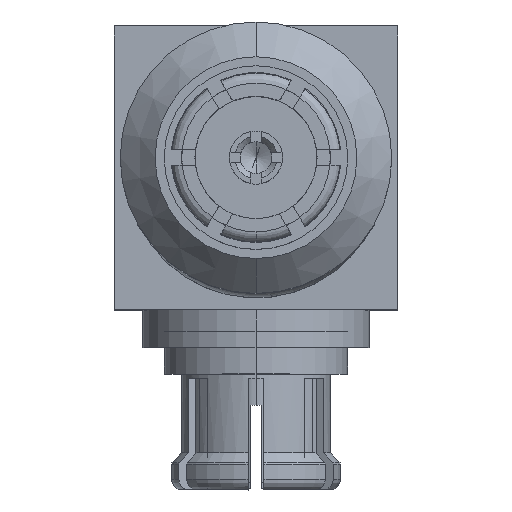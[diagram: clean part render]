
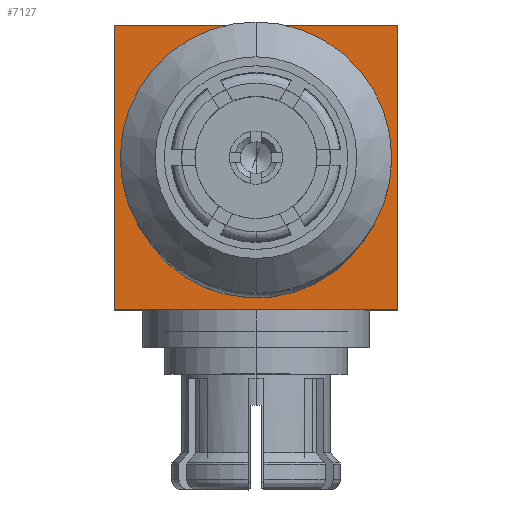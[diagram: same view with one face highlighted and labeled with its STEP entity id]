
A CAD part, top view. The second image highlights one B-rep face of the part: STEP entity #7127.
In plain terms, the highlighted face is planar.
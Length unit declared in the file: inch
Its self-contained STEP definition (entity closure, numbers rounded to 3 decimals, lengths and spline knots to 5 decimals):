
#121 = FACE_OUTER_BOUND ( 'NONE', #5850, .T. ) ;
#275 = DIRECTION ( 'NONE',  ( 1., 0., 0. ) ) ;
#501 = CARTESIAN_POINT ( 'NONE',  ( -0.96069, -0.10452, 0.05256 ) ) ;
#625 = VECTOR ( 'NONE', #4810, 39.37008 ) ;
#726 = CARTESIAN_POINT ( 'NONE',  ( -0.96069, -0.20964, 0.05256 ) ) ;
#767 = ORIENTED_EDGE ( 'NONE', *, *, #7323, .T. ) ;
#1034 = AXIS2_PLACEMENT_3D ( 'NONE', #5553, #7020, #2134 ) ;
#1053 = EDGE_CURVE ( 'NONE', #1707, #6151, #1708, .T. ) ;
#1088 = VERTEX_POINT ( 'NONE', #8021 ) ;
#1306 = CIRCLE ( 'NONE', #1034, 0.04488 ) ;
#1346 = CARTESIAN_POINT ( 'NONE',  ( -0.96069, -0.15708, -0.04488 ) ) ;
#1361 = EDGE_CURVE ( 'NONE', #5618, #1088, #2237, .T. ) ;
#1521 = VECTOR ( 'NONE', #5827, 39.37008 ) ;
#1611 = EDGE_CURVE ( 'NONE', #8115, #7503, #2057, .T. ) ;
#1707 = VERTEX_POINT ( 'NONE', #3524 ) ;
#1708 = LINE ( 'NONE', #4782, #6965 ) ;
#2057 = CIRCLE ( 'NONE', #3256, 0.04488 ) ;
#2109 = CARTESIAN_POINT ( 'NONE',  ( -0.96069, -0.15708, 0.04488 ) ) ;
#2134 = DIRECTION ( 'NONE',  ( 0., 0., -1. ) ) ;
#2191 = LINE ( 'NONE', #2227, #7378 ) ;
#2227 = CARTESIAN_POINT ( 'NONE',  ( -0.96069, -0.10452, 0.05256 ) ) ;
#2237 = LINE ( 'NONE', #4199, #625 ) ;
#2738 = ORIENTED_EDGE ( 'NONE', *, *, #7495, .T. ) ;
#2766 = DIRECTION ( 'NONE',  ( -1., 0., 0. ) ) ;
#2895 = DIRECTION ( 'NONE',  ( 0., 0., 1. ) ) ;
#3256 = AXIS2_PLACEMENT_3D ( 'NONE', #7105, #2766, #5957 ) ;
#3524 = CARTESIAN_POINT ( 'NONE',  ( -0.96069, -0.10452, -0.05256 ) ) ;
#3556 = AXIS2_PLACEMENT_3D ( 'NONE', #5877, #275, #3897 ) ;
#3751 = ORIENTED_EDGE ( 'NONE', *, *, #1053, .F. ) ;
#3897 = DIRECTION ( 'NONE',  ( 0., 1., 0. ) ) ;
#3981 = FACE_BOUND ( 'NONE', #5549, .T. ) ;
#4088 = CARTESIAN_POINT ( 'NONE',  ( -0.96069, -0.20964, -0.05256 ) ) ;
#4199 = CARTESIAN_POINT ( 'NONE',  ( -0.96069, -0.10452, 0.05256 ) ) ;
#4782 = CARTESIAN_POINT ( 'NONE',  ( -0.96069, 0., -0.05256 ) ) ;
#4810 = DIRECTION ( 'NONE',  ( 0., -1., 0. ) ) ;
#4976 = EDGE_CURVE ( 'NONE', #6151, #1088, #7668, .T. ) ;
#5194 = PLANE ( 'NONE',  #3556 ) ;
#5549 = EDGE_LOOP ( 'NONE', ( #6236, #2738 ) ) ;
#5553 = CARTESIAN_POINT ( 'NONE',  ( -0.96069, -0.15708, 0. ) ) ;
#5618 = VERTEX_POINT ( 'NONE', #501 ) ;
#5827 = DIRECTION ( 'NONE',  ( 0., 0., 1. ) ) ;
#5850 = EDGE_LOOP ( 'NONE', ( #7664, #3751, #767, #8148 ) ) ;
#5877 = CARTESIAN_POINT ( 'NONE',  ( -0.96069, -0.10452, 0.05256 ) ) ;
#5957 = DIRECTION ( 'NONE',  ( 0., 0., -1. ) ) ;
#6151 = VERTEX_POINT ( 'NONE', #4088 ) ;
#6236 = ORIENTED_EDGE ( 'NONE', *, *, #1611, .T. ) ;
#6965 = VECTOR ( 'NONE', #7367, 39.37008 ) ;
#7020 = DIRECTION ( 'NONE',  ( -1., 0., 0. ) ) ;
#7105 = CARTESIAN_POINT ( 'NONE',  ( -0.96069, -0.15708, 0. ) ) ;
#7127 = ADVANCED_FACE ( 'NONE', ( #3981, #121 ), #5194, .T. ) ;
#7323 = EDGE_CURVE ( 'NONE', #1707, #5618, #2191, .T. ) ;
#7367 = DIRECTION ( 'NONE',  ( 0., -1., 0. ) ) ;
#7378 = VECTOR ( 'NONE', #2895, 39.37008 ) ;
#7495 = EDGE_CURVE ( 'NONE', #7503, #8115, #1306, .T. ) ;
#7503 = VERTEX_POINT ( 'NONE', #1346 ) ;
#7664 = ORIENTED_EDGE ( 'NONE', *, *, #4976, .F. ) ;
#7668 = LINE ( 'NONE', #726, #1521 ) ;
#8021 = CARTESIAN_POINT ( 'NONE',  ( -0.96069, -0.20964, 0.05256 ) ) ;
#8115 = VERTEX_POINT ( 'NONE', #2109 ) ;
#8148 = ORIENTED_EDGE ( 'NONE', *, *, #1361, .T. ) ;
